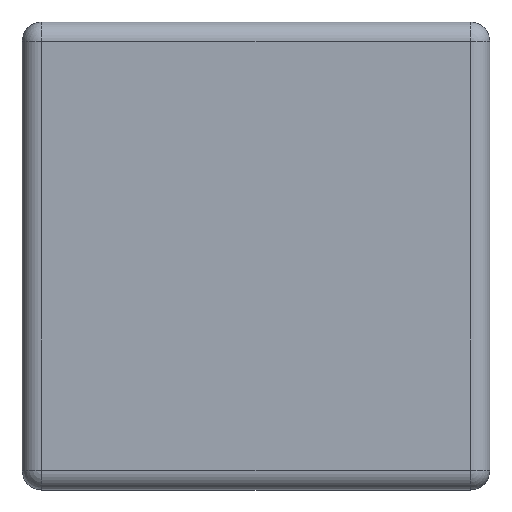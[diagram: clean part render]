
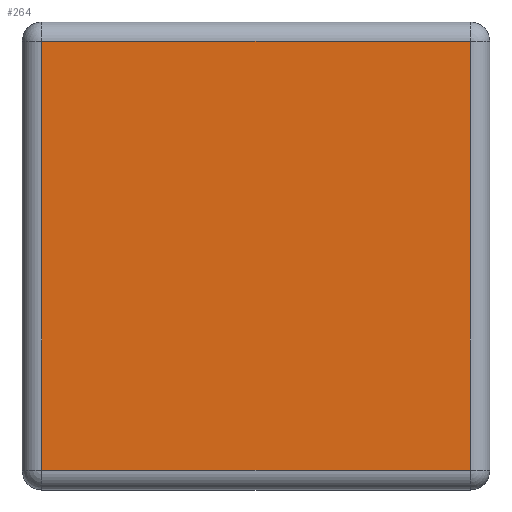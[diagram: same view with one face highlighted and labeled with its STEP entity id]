
A CAD part, top view. The second image highlights one B-rep face of the part: STEP entity #264.
In plain terms, the highlighted planar face has unit normal (0, 0, 1).
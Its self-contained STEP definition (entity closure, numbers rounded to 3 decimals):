
#264 = ADVANCED_FACE( '', ( #541 ), #542, .T. );
#541 = FACE_OUTER_BOUND( '', #814, .T. );
#542 = PLANE( '', #815 );
#814 = EDGE_LOOP( '', ( #1506, #1507, #1508, #1509 ) );
#815 = AXIS2_PLACEMENT_3D( '', #1510, #1511, #1512 );
#1506 = ORIENTED_EDGE( '', *, *, #1820, .T. );
#1507 = ORIENTED_EDGE( '', *, *, #1630, .T. );
#1508 = ORIENTED_EDGE( '', *, *, #1770, .T. );
#1509 = ORIENTED_EDGE( '', *, *, #1751, .T. );
#1510 = CARTESIAN_POINT( '', ( 0., 0., 16. ) );
#1511 = DIRECTION( '', ( 0., 0., 1. ) );
#1512 = DIRECTION( '', ( 1., 0., 0. ) );
#1630 = EDGE_CURVE( '', #1968, #1966, #1969, .T. );
#1751 = EDGE_CURVE( '', #2105, #1952, #2140, .T. );
#1770 = EDGE_CURVE( '', #1966, #2105, #2164, .T. );
#1820 = EDGE_CURVE( '', #1952, #1968, #2220, .T. );
#1952 = VERTEX_POINT( '', #2410 );
#1966 = VERTEX_POINT( '', #2427 );
#1968 = VERTEX_POINT( '', #2429 );
#1969 = LINE( '', #2430, #2431 );
#2105 = VERTEX_POINT( '', #2622 );
#2140 = LINE( '', #2671, #2672 );
#2164 = LINE( '', #2704, #2705 );
#2220 = LINE( '', #2778, #2779 );
#2410 = CARTESIAN_POINT( '', ( 5.5, 5.5, 16. ) );
#2427 = CARTESIAN_POINT( '', ( -5.5, -5.5, 16. ) );
#2429 = CARTESIAN_POINT( '', ( -5.5, 5.5, 16. ) );
#2430 = CARTESIAN_POINT( '', ( -5.5, -6., 16. ) );
#2431 = VECTOR( '', #2861, 1000. );
#2622 = CARTESIAN_POINT( '', ( 5.5, -5.5, 16. ) );
#2671 = CARTESIAN_POINT( '', ( 5.5, 6., 16. ) );
#2672 = VECTOR( '', #2979, 1000. );
#2704 = CARTESIAN_POINT( '', ( 6., -5.5, 16. ) );
#2705 = VECTOR( '', #2997, 1000. );
#2778 = CARTESIAN_POINT( '', ( -6., 5.5, 16. ) );
#2779 = VECTOR( '', #3042, 1000. );
#2861 = DIRECTION( '', ( 0., -1., 0. ) );
#2979 = DIRECTION( '', ( 0., 1., 0. ) );
#2997 = DIRECTION( '', ( 1., 0., 0. ) );
#3042 = DIRECTION( '', ( -1., 0., 0. ) );
